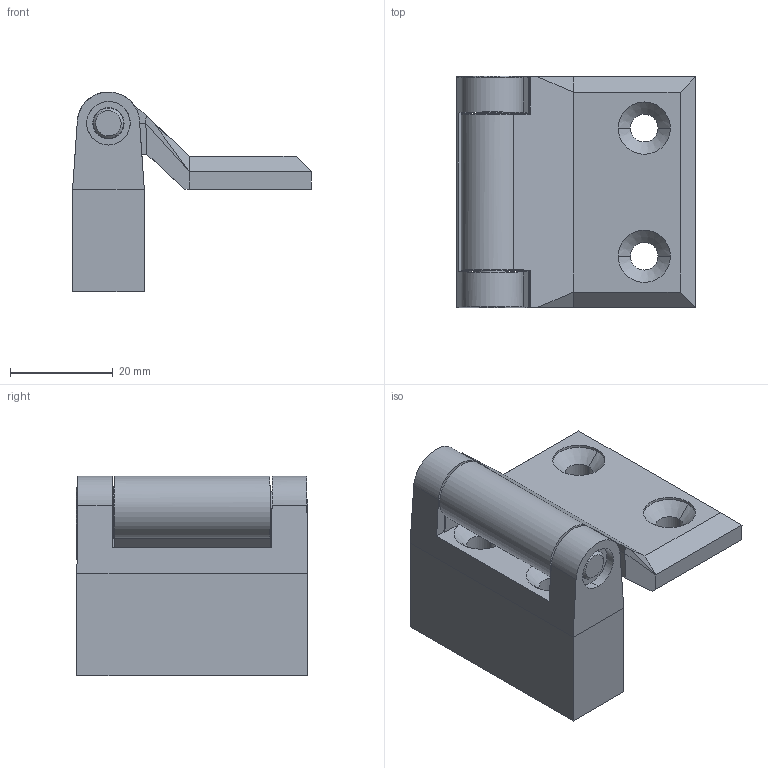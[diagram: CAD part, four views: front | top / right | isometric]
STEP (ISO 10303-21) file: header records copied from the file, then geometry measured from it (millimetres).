
FILE_DESCRIPTION (( 'STEP AP203' ), '1' );
FILE_NAME ('MK10.1.2.20.KROM.STEP', '2022-07-29T13:18:59', ( '' ), ( '' ), 'SwSTEP 2.0', 'SolidWorks 2021', '' );
FILE_SCHEMA (( 'CONFIG_CONTROL_DESIGN' ));
Length unit declared in the file: millimetre
Products named in the file (1): MK10.1.2.20.KROM
Bounding box: 46.62 x 45.09 x 39 mm (x, y, z)
Surface area: 14804.6 mm2 (no closed solid volume)
Topology: 0 solids, 4 shells, 153 faces, 490 edges, 342 vertices
Faces by surface type: plane 84, cone 42, cylinder 23, torus 4
Entity records: 5968 total; most frequent: CARTESIAN_POINT 1975, ORIENTED_EDGE 846, DIRECTION 674, EDGE_CURVE 490, VERTEX_POINT 342, AXIS2_PLACEMENT_3D 239, LINE 196, VECTOR 196
